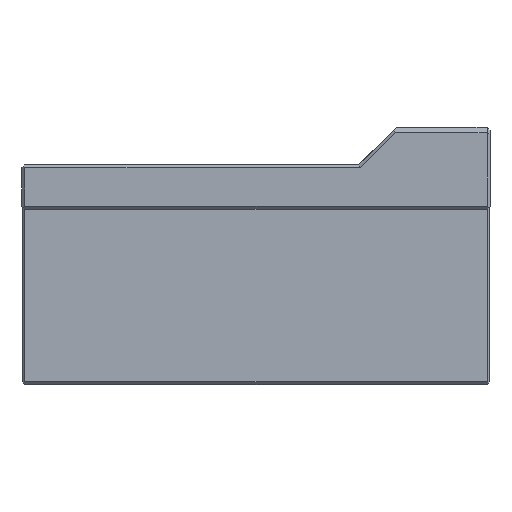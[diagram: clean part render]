
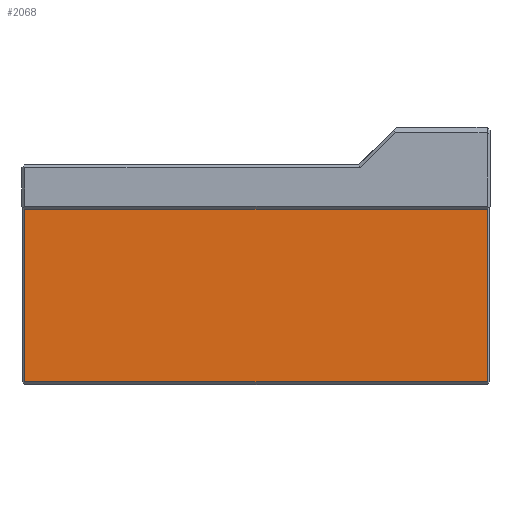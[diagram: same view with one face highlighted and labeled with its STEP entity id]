
A CAD part, front view. The second image highlights one B-rep face of the part: STEP entity #2068.
In plain terms, the highlighted face is planar.
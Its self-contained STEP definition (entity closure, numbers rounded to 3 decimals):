
#86=FACE_OUTER_BOUND('',#205,.T.);
#205=EDGE_LOOP('',(#1472,#1473,#1474,#1475));
#387=LINE('',#3031,#662);
#398=LINE('',#3058,#673);
#403=LINE('',#3067,#678);
#404=LINE('',#3068,#679);
#662=VECTOR('',#2440,10.);
#673=VECTOR('',#2459,10.);
#678=VECTOR('',#2466,10.);
#679=VECTOR('',#2467,10.);
#919=VERTEX_POINT('',#3028);
#920=VERTEX_POINT('',#3030);
#931=VERTEX_POINT('',#3055);
#932=VERTEX_POINT('',#3057);
#1123=EDGE_CURVE('',#919,#920,#387,.T.);
#1136=EDGE_CURVE('',#931,#932,#398,.T.);
#1141=EDGE_CURVE('',#920,#931,#403,.T.);
#1142=EDGE_CURVE('',#932,#919,#404,.T.);
#1472=ORIENTED_EDGE('',*,*,#1136,.F.);
#1473=ORIENTED_EDGE('',*,*,#1141,.F.);
#1474=ORIENTED_EDGE('',*,*,#1123,.F.);
#1475=ORIENTED_EDGE('',*,*,#1142,.F.);
#1960=PLANE('',#2203);
#2068=ADVANCED_FACE('',(#86),#1960,.T.);
#2203=AXIS2_PLACEMENT_3D('',#3066,#2464,#2465);
#2440=DIRECTION('',(0.,0.,1.));
#2459=DIRECTION('',(0.,0.,-1.));
#2464=DIRECTION('center_axis',(1.,0.,0.));
#2465=DIRECTION('ref_axis',(0.,0.,-1.));
#2466=DIRECTION('',(0.,1.,0.));
#2467=DIRECTION('',(0.,-1.,0.));
#3028=CARTESIAN_POINT('',(18.9,4.,40.25));
#3030=CARTESIAN_POINT('',(18.9,4.,79.75));
#3031=CARTESIAN_POINT('',(18.9,4.,19.75));
#3055=CARTESIAN_POINT('',(18.9,18.75,79.75));
#3057=CARTESIAN_POINT('',(18.9,18.75,40.25));
#3058=CARTESIAN_POINT('',(18.9,18.75,60.));
#3066=CARTESIAN_POINT('Origin',(18.9,19.,39.5));
#3067=CARTESIAN_POINT('',(18.9,14.25,79.75));
#3068=CARTESIAN_POINT('',(18.9,12.4,40.25));
